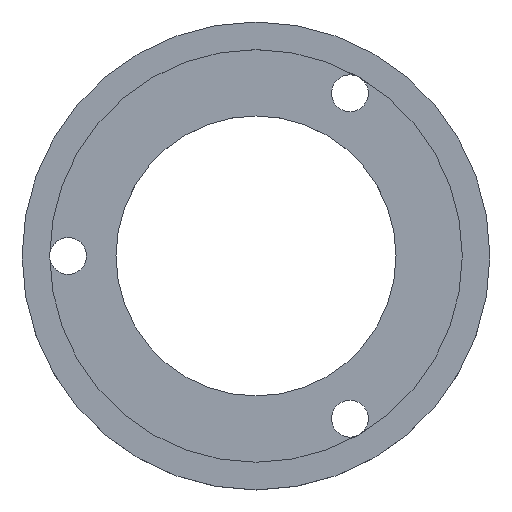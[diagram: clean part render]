
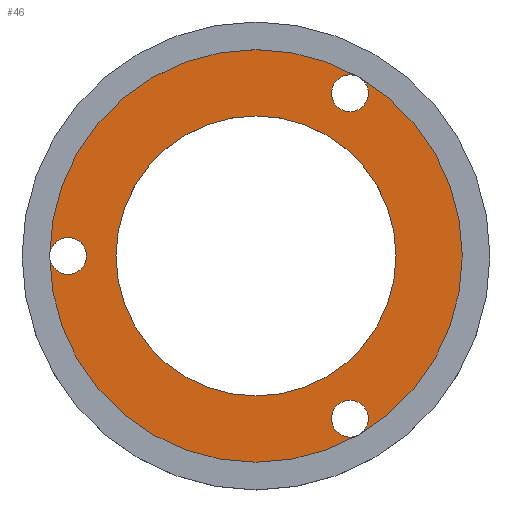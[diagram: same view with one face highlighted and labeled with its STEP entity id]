
A CAD part, top view. The second image highlights one B-rep face of the part: STEP entity #46.
In plain terms, the highlighted planar face has unit normal (0, 0, 1).
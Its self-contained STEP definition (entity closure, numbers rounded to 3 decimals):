
#25=FACE_BOUND('',#97,.F.);
#26=FACE_BOUND('',#98,.F.);
#27=FACE_BOUND('',#99,.F.);
#28=FACE_BOUND('',#100,.F.);
#36=PLANE('',#516);
#46=ADVANCED_FACE('',(#25,#26,#27,#28,#71),#36,.T.);
#71=FACE_OUTER_BOUND('',#101,.F.);
#97=EDGE_LOOP('',(#150,#151));
#98=EDGE_LOOP('',(#152,#153));
#99=EDGE_LOOP('',(#154,#155));
#100=EDGE_LOOP('',(#156,#157));
#101=EDGE_LOOP('',(#158,#159));
#150=ORIENTED_EDGE('',*,*,#360,.F.);
#151=ORIENTED_EDGE('',*,*,#359,.F.);
#152=ORIENTED_EDGE('',*,*,#370,.F.);
#153=ORIENTED_EDGE('',*,*,#371,.F.);
#154=ORIENTED_EDGE('',*,*,#364,.F.);
#155=ORIENTED_EDGE('',*,*,#363,.F.);
#156=ORIENTED_EDGE('',*,*,#356,.F.);
#157=ORIENTED_EDGE('',*,*,#355,.F.);
#158=ORIENTED_EDGE('',*,*,#382,.T.);
#159=ORIENTED_EDGE('',*,*,#379,.T.);
#323=CIRCLE('',#480,2.5);
#324=CIRCLE('',#481,2.5);
#325=CIRCLE('',#482,2.5);
#326=CIRCLE('',#483,2.5);
#327=CIRCLE('',#484,2.5);
#328=CIRCLE('',#485,2.5);
#334=CIRCLE('',#491,19.);
#335=CIRCLE('',#492,19.);
#339=CIRCLE('',#496,28.);
#340=CIRCLE('',#497,28.);
#355=EDGE_CURVE('',#448,#447,#323,.T.);
#356=EDGE_CURVE('',#447,#448,#324,.T.);
#359=EDGE_CURVE('',#444,#443,#325,.T.);
#360=EDGE_CURVE('',#443,#444,#326,.T.);
#363=EDGE_CURVE('',#440,#439,#327,.T.);
#364=EDGE_CURVE('',#439,#440,#328,.T.);
#370=EDGE_CURVE('',#432,#431,#334,.T.);
#371=EDGE_CURVE('',#431,#432,#335,.T.);
#379=EDGE_CURVE('',#428,#427,#339,.T.);
#382=EDGE_CURVE('',#427,#428,#340,.T.);
#427=VERTEX_POINT('',#689);
#428=VERTEX_POINT('',#690);
#431=VERTEX_POINT('',#693);
#432=VERTEX_POINT('',#694);
#439=VERTEX_POINT('',#701);
#440=VERTEX_POINT('',#702);
#443=VERTEX_POINT('',#705);
#444=VERTEX_POINT('',#706);
#447=VERTEX_POINT('',#709);
#448=VERTEX_POINT('',#710);
#480=AXIS2_PLACEMENT_3D('',#742,#541,#542);
#481=AXIS2_PLACEMENT_3D('',#743,#543,#544);
#482=AXIS2_PLACEMENT_3D('',#773,#545,#546);
#483=AXIS2_PLACEMENT_3D('',#774,#547,#548);
#484=AXIS2_PLACEMENT_3D('',#804,#549,#550);
#485=AXIS2_PLACEMENT_3D('',#805,#551,#552);
#491=AXIS2_PLACEMENT_3D('',#811,#563,#564);
#492=AXIS2_PLACEMENT_3D('',#812,#565,#566);
#496=AXIS2_PLACEMENT_3D('',#820,#577,#578);
#497=AXIS2_PLACEMENT_3D('',#823,#581,#582);
#516=AXIS2_PLACEMENT_3D('',#856,#633,#634);
#541=DIRECTION('',(0.,0.,-1.));
#542=DIRECTION('',(0.,-1.,0.));
#543=DIRECTION('',(0.,0.,-1.));
#544=DIRECTION('',(0.,1.,0.));
#545=DIRECTION('',(0.,0.,-1.));
#546=DIRECTION('',(0.866,0.5,0.));
#547=DIRECTION('',(0.,0.,-1.));
#548=DIRECTION('',(-0.866,-0.5,0.));
#549=DIRECTION('',(0.,0.,-1.));
#550=DIRECTION('',(-0.866,0.5,0.));
#551=DIRECTION('',(0.,0.,-1.));
#552=DIRECTION('',(0.866,-0.5,0.));
#563=DIRECTION('',(0.,0.,-1.));
#564=DIRECTION('',(0.,-1.,0.));
#565=DIRECTION('',(0.,0.,-1.));
#566=DIRECTION('',(0.,1.,0.));
#577=DIRECTION('',(0.,0.,-1.));
#578=DIRECTION('',(0.,1.,0.));
#581=DIRECTION('',(0.,0.,-1.));
#582=DIRECTION('',(0.,-1.,0.));
#633=DIRECTION('',(0.,0.,1.));
#634=DIRECTION('',(1.,0.,0.));
#689=CARTESIAN_POINT('',(0.,-28.,-20.5));
#690=CARTESIAN_POINT('',(0.,28.,-20.5));
#693=CARTESIAN_POINT('',(0.,19.,-20.5));
#694=CARTESIAN_POINT('',(0.,-19.,-20.5));
#701=CARTESIAN_POINT('',(14.915,20.834,-20.5));
#702=CARTESIAN_POINT('',(10.585,23.334,-20.5));
#705=CARTESIAN_POINT('',(10.585,-23.334,-20.5));
#706=CARTESIAN_POINT('',(14.915,-20.834,-20.5));
#709=CARTESIAN_POINT('',(-25.5,2.5,-20.5));
#710=CARTESIAN_POINT('',(-25.5,-2.5,-20.5));
#742=CARTESIAN_POINT('',(-25.5,0.,-20.5));
#743=CARTESIAN_POINT('',(-25.5,0.,-20.5));
#773=CARTESIAN_POINT('',(12.75,-22.084,-20.5));
#774=CARTESIAN_POINT('',(12.75,-22.084,-20.5));
#804=CARTESIAN_POINT('',(12.75,22.084,-20.5));
#805=CARTESIAN_POINT('',(12.75,22.084,-20.5));
#811=CARTESIAN_POINT('',(0.,0.,-20.5));
#812=CARTESIAN_POINT('',(0.,0.,-20.5));
#820=CARTESIAN_POINT('',(0.,0.,-20.5));
#823=CARTESIAN_POINT('',(0.,0.,-20.5));
#856=CARTESIAN_POINT('',(-28.56,28.56,-20.5));
